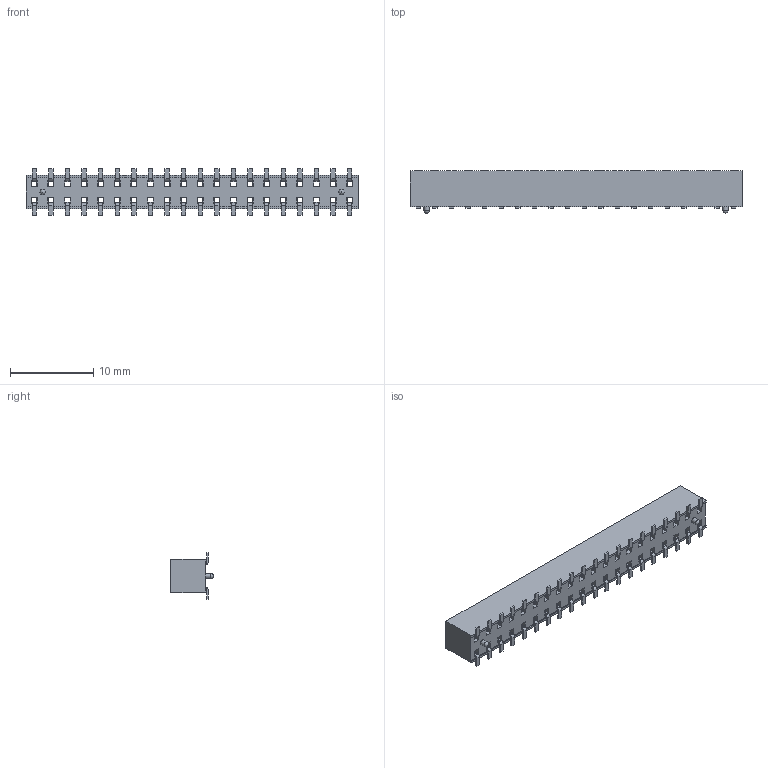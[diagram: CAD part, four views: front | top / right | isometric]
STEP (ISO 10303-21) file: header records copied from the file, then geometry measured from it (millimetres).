
FILE_DESCRIPTION( ( 'STEP AP214' ), '1' );
FILE_NAME( 'TLE-120-01-G-DV-A.stp', '2020-08-18T09:56:12', ( 'License CC BY-ND 4.0' ), ( 'CADENAS' ), ' ', 'PARTsolutions', ' ' );
FILE_SCHEMA( ( 'AUTOMOTIVE_DESIGN { 1 0 10303 214 1 1 1 1 }' ) );
Length unit declared in the file: inch
Products named in the file (3): TLE-120-01-G-DV-A; _TLE-120-01-DV-A_socket; _C-101-01-20
Assembly tree (2 placements, depth 2):
  TLE-120-01-G-DV-A
    _TLE-120-01-DV-A_socket
    _C-101-01-20
Bounding box: 39.98 x 5.12 x 5.56 mm (x, y, z)
Volume: 865.3 mm3; surface area: 2035 mm2
Topology: 2 solids, 2 shells, 1181 faces, 3327 edges, 2191 vertices
Faces by surface type: plane 1097, cylinder 82, bspline 1, sphere 1
Full cylindrical faces by diameter (mm): 0.635 x2
Entity records: 47189 total; most frequent: CARTESIAN_POINT 6722, ORIENTED_EDGE 6642, DIRECTION 5852, EDGE_CURVE 3321, LINE 3156, VECTOR 3156, VERTEX_POINT 2190, EDGE_LOOP 1386
